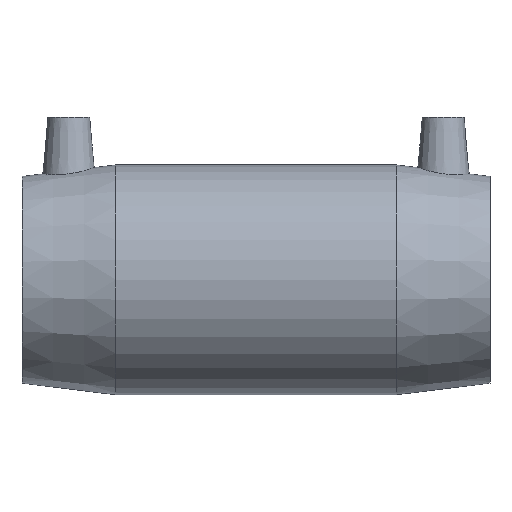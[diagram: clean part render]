
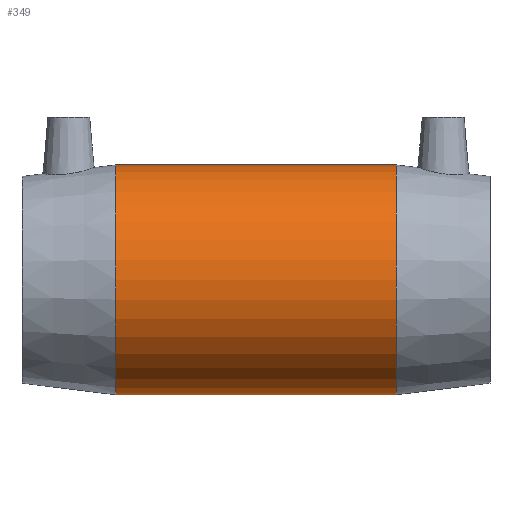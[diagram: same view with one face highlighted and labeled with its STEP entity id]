
A CAD part, top view. The second image highlights one B-rep face of the part: STEP entity #349.
In plain terms, the highlighted cylindrical face has radius 41 mm (diameter 82 mm), a full revolution.
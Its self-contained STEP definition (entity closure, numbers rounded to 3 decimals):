
#47=FACE_BOUND('',#155,.T.);
#48=FACE_BOUND('',#156,.T.);
#79=CIRCLE('',#395,41.);
#80=CIRCLE('',#396,41.);
#110=FACE_OUTER_BOUND('',#154,.T.);
#154=EDGE_LOOP('',(#286));
#155=EDGE_LOOP('',(#287));
#156=EDGE_LOOP('',(#288));
#191=B_SPLINE_CURVE_WITH_KNOTS('',3,(#605,#606,#607,#608,#609,#610,#611,
#612,#613,#614,#615,#616,#617,#618,#619,#620,#621,#622,#623,#624,#625,#626,
#627,#628,#629,#630,#631,#632,#633,#634,#635,#636,#637,#638,#639,#640,#641,
#642,#643,#644,#645,#646,#647,#648,#649,#650,#651,#652,#653,#654,#655,#656,
#657,#658,#659,#660,#661,#662),.UNSPECIFIED.,.T.,.F.,(4,2,2,2,2,2,2,2,2,
2,2,2,2,2,2,2,2,2,2,2,2,2,2,2,2,2,2,2,4),(0.,0.305,0.61,
1.22,1.525,1.83,2.134,2.439,
2.744,3.049,3.353,3.658,4.268,
4.573,4.878,5.183,5.488,6.098,
6.403,6.708,7.013,7.318,7.622,
7.927,8.232,8.537,9.147,9.452,
9.757),.UNSPECIFIED.);
#197=VERTEX_POINT('',#604);
#210=VERTEX_POINT('',#767);
#211=VERTEX_POINT('',#769);
#229=EDGE_CURVE('',#197,#197,#191,.T.);
#242=EDGE_CURVE('',#210,#210,#79,.T.);
#243=EDGE_CURVE('',#211,#211,#80,.T.);
#286=ORIENTED_EDGE('',*,*,#242,.F.);
#287=ORIENTED_EDGE('',*,*,#229,.T.);
#288=ORIENTED_EDGE('',*,*,#243,.T.);
#328=CYLINDRICAL_SURFACE('',#394,41.);
#349=ADVANCED_FACE('',(#110,#47,#48),#328,.T.);
#394=AXIS2_PLACEMENT_3D('',#766,#482,#483);
#395=AXIS2_PLACEMENT_3D('',#768,#484,#485);
#396=AXIS2_PLACEMENT_3D('',#770,#486,#487);
#482=DIRECTION('center_axis',(1.,0.,0.));
#483=DIRECTION('ref_axis',(0.,1.,0.));
#484=DIRECTION('center_axis',(1.,0.,0.));
#485=DIRECTION('ref_axis',(0.,0.,-1.));
#486=DIRECTION('center_axis',(1.,0.,0.));
#487=DIRECTION('ref_axis',(0.,0.,-1.));
#604=CARTESIAN_POINT('',(0.,-16.,-37.749));
#605=CARTESIAN_POINT('Ctrl Pts',(0.,-16.,-37.749));
#606=CARTESIAN_POINT('Ctrl Pts',(1.017,-16.,-37.749));
#607=CARTESIAN_POINT('Ctrl Pts',(2.064,-15.902,-37.791));
#608=CARTESIAN_POINT('Ctrl Pts',(4.141,-15.491,-37.961));
#609=CARTESIAN_POINT('Ctrl Pts',(5.169,-15.179,-38.089));
#610=CARTESIAN_POINT('Ctrl Pts',(8.12,-13.95,-38.564));
#611=CARTESIAN_POINT('Ctrl Pts',(9.905,-12.723,-39.004));
#612=CARTESIAN_POINT('Ctrl Pts',(12.018,-10.61,-39.61));
#613=CARTESIAN_POINT('Ctrl Pts',(12.68,-9.814,-39.818));
#614=CARTESIAN_POINT('Ctrl Pts',(13.851,-8.077,-40.206));
#615=CARTESIAN_POINT('Ctrl Pts',(14.36,-7.137,-40.386));
#616=CARTESIAN_POINT('Ctrl Pts',(15.18,-5.169,-40.685));
#617=CARTESIAN_POINT('Ctrl Pts',(15.491,-4.139,-40.804));
#618=CARTESIAN_POINT('Ctrl Pts',(15.902,-2.063,-40.961));
#619=CARTESIAN_POINT('Ctrl Pts',(16.,-1.016,-41.));
#620=CARTESIAN_POINT('Ctrl Pts',(16.,1.016,-41.));
#621=CARTESIAN_POINT('Ctrl Pts',(15.902,2.063,-40.961));
#622=CARTESIAN_POINT('Ctrl Pts',(15.491,4.139,-40.804));
#623=CARTESIAN_POINT('Ctrl Pts',(15.18,5.169,-40.685));
#624=CARTESIAN_POINT('Ctrl Pts',(14.36,7.137,-40.386));
#625=CARTESIAN_POINT('Ctrl Pts',(13.851,8.077,-40.206));
#626=CARTESIAN_POINT('Ctrl Pts',(12.68,9.814,-39.818));
#627=CARTESIAN_POINT('Ctrl Pts',(12.018,10.61,-39.61));
#628=CARTESIAN_POINT('Ctrl Pts',(9.905,12.723,-39.004));
#629=CARTESIAN_POINT('Ctrl Pts',(8.12,13.95,-38.564));
#630=CARTESIAN_POINT('Ctrl Pts',(5.169,15.179,-38.089));
#631=CARTESIAN_POINT('Ctrl Pts',(4.141,15.491,-37.961));
#632=CARTESIAN_POINT('Ctrl Pts',(2.064,15.902,-37.791));
#633=CARTESIAN_POINT('Ctrl Pts',(1.017,16.,-37.749));
#634=CARTESIAN_POINT('Ctrl Pts',(-1.017,16.,-37.749));
#635=CARTESIAN_POINT('Ctrl Pts',(-2.064,15.902,-37.791));
#636=CARTESIAN_POINT('Ctrl Pts',(-4.141,15.491,-37.961));
#637=CARTESIAN_POINT('Ctrl Pts',(-5.169,15.179,-38.089));
#638=CARTESIAN_POINT('Ctrl Pts',(-8.12,13.95,-38.564));
#639=CARTESIAN_POINT('Ctrl Pts',(-9.905,12.723,-39.004));
#640=CARTESIAN_POINT('Ctrl Pts',(-12.018,10.61,-39.61));
#641=CARTESIAN_POINT('Ctrl Pts',(-12.68,9.814,-39.818));
#642=CARTESIAN_POINT('Ctrl Pts',(-13.851,8.077,-40.206));
#643=CARTESIAN_POINT('Ctrl Pts',(-14.36,7.137,-40.386));
#644=CARTESIAN_POINT('Ctrl Pts',(-15.18,5.169,-40.685));
#645=CARTESIAN_POINT('Ctrl Pts',(-15.491,4.139,-40.804));
#646=CARTESIAN_POINT('Ctrl Pts',(-15.902,2.063,-40.961));
#647=CARTESIAN_POINT('Ctrl Pts',(-16.,1.016,-41.));
#648=CARTESIAN_POINT('Ctrl Pts',(-16.,-1.016,-41.));
#649=CARTESIAN_POINT('Ctrl Pts',(-15.902,-2.063,-40.961));
#650=CARTESIAN_POINT('Ctrl Pts',(-15.491,-4.139,-40.804));
#651=CARTESIAN_POINT('Ctrl Pts',(-15.18,-5.169,-40.685));
#652=CARTESIAN_POINT('Ctrl Pts',(-14.36,-7.137,-40.386));
#653=CARTESIAN_POINT('Ctrl Pts',(-13.851,-8.077,-40.206));
#654=CARTESIAN_POINT('Ctrl Pts',(-12.68,-9.814,-39.818));
#655=CARTESIAN_POINT('Ctrl Pts',(-12.018,-10.61,-39.61));
#656=CARTESIAN_POINT('Ctrl Pts',(-9.905,-12.723,-39.004));
#657=CARTESIAN_POINT('Ctrl Pts',(-8.12,-13.95,-38.564));
#658=CARTESIAN_POINT('Ctrl Pts',(-5.169,-15.179,-38.089));
#659=CARTESIAN_POINT('Ctrl Pts',(-4.141,-15.491,-37.961));
#660=CARTESIAN_POINT('Ctrl Pts',(-2.064,-15.902,-37.791));
#661=CARTESIAN_POINT('Ctrl Pts',(-1.017,-16.,-37.749));
#662=CARTESIAN_POINT('Ctrl Pts',(0.,-16.,-37.749));
#766=CARTESIAN_POINT('Origin',(0.,0.,0.));
#767=CARTESIAN_POINT('',(50.1,41.,0.));
#768=CARTESIAN_POINT('Origin',(50.1,0.,0.));
#769=CARTESIAN_POINT('',(-50.1,41.,0.));
#770=CARTESIAN_POINT('Origin',(-50.1,0.,0.));
